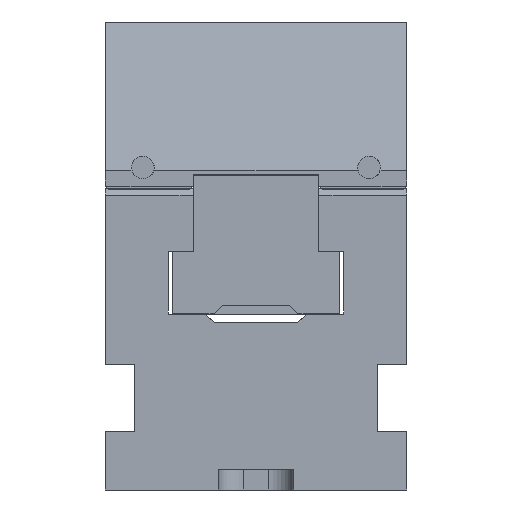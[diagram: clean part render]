
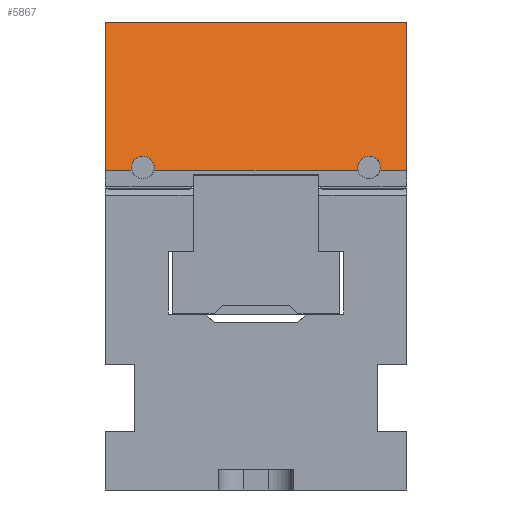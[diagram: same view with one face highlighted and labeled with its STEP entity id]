
A CAD part, front view. The second image highlights one B-rep face of the part: STEP entity #5867.
In plain terms, the highlighted face is planar.
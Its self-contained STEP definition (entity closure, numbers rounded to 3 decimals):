
#5867 = ADVANCED_FACE( '', ( #11951 ), #11952, .F. );
#11951 = FACE_OUTER_BOUND( '', #18159, .T. );
#11952 = PLANE( '', #18160 );
#18159 = EDGE_LOOP( '', ( #35611, #35612, #35613, #35614, #35615, #35616, #35617, #35618 ) );
#18160 = AXIS2_PLACEMENT_3D( '', #35619, #35620, #35621 );
#35611 = ORIENTED_EDGE( '', *, *, #43129, .T. );
#35612 = ORIENTED_EDGE( '', *, *, #45230, .T. );
#35613 = ORIENTED_EDGE( '', *, *, #43127, .T. );
#35614 = ORIENTED_EDGE( '', *, *, #42629, .T. );
#35615 = ORIENTED_EDGE( '', *, *, #42724, .F. );
#35616 = ORIENTED_EDGE( '', *, *, #44535, .F. );
#35617 = ORIENTED_EDGE( '', *, *, #43131, .T. );
#35618 = ORIENTED_EDGE( '', *, *, #45056, .T. );
#35619 = CARTESIAN_POINT( '', ( 36., 14.5, 20. ) );
#35620 = DIRECTION( '', ( 0., -0.966, -0.259 ) );
#35621 = DIRECTION( '', ( 0., 0.259, -0.966 ) );
#42629 = EDGE_CURVE( '', #53356, #53362, #53364, .T. );
#42724 = EDGE_CURVE( '', #53496, #53362, #53498, .T. );
#43127 = EDGE_CURVE( '', #54043, #53356, #54044, .T. );
#43129 = EDGE_CURVE( '', #54047, #54045, #54048, .T. );
#43131 = EDGE_CURVE( '', #54051, #54049, #54052, .T. );
#44535 = EDGE_CURVE( '', #54051, #53496, #55854, .T. );
#45056 = EDGE_CURVE( '', #54049, #54047, #56437, .T. );
#45230 = EDGE_CURVE( '', #54045, #54043, #56627, .T. );
#53356 = VERTEX_POINT( '', #68535 );
#53362 = VERTEX_POINT( '', #68544 );
#53364 = LINE( '', #68547, #68548 );
#53496 = VERTEX_POINT( '', #68740 );
#53498 = LINE( '', #68743, #68744 );
#54043 = VERTEX_POINT( '', #69540 );
#54044 = LINE( '', #69541, #69542 );
#54045 = VERTEX_POINT( '', #69543 );
#54047 = VERTEX_POINT( '', #69545 );
#54048 = LINE( '', #69546, #69547 );
#54049 = VERTEX_POINT( '', #69548 );
#54051 = VERTEX_POINT( '', #69550 );
#54052 = LINE( '', #69551, #69552 );
#55854 = LINE( '', #72293, #72294 );
#56437 = ELLIPSE( '', #73114, 2.795, 2.7 );
#56627 = ELLIPSE( '', #73390, 2.795, 2.7 );
#68535 = CARTESIAN_POINT( '', ( -36., 24., -15.454 ) );
#68544 = CARTESIAN_POINT( '', ( -36., 14.5, 20. ) );
#68547 = CARTESIAN_POINT( '', ( -36., 14.5, 20. ) );
#68548 = VECTOR( '', #77959, 1000. );
#68740 = CARTESIAN_POINT( '', ( 36., 14.5, 20. ) );
#68743 = CARTESIAN_POINT( '', ( 36., 14.5, 20. ) );
#68744 = VECTOR( '', #78030, 1000. );
#69540 = CARTESIAN_POINT( '', ( -29.592, 24., -15.454 ) );
#69541 = CARTESIAN_POINT( '', ( 36., 24., -15.454 ) );
#69542 = VECTOR( '', #78342, 1000. );
#69543 = CARTESIAN_POINT( '', ( -24.408, 24., -15.454 ) );
#69545 = CARTESIAN_POINT( '', ( 24.408, 24., -15.454 ) );
#69546 = CARTESIAN_POINT( '', ( 36., 24., -15.454 ) );
#69547 = VECTOR( '', #78346, 1000. );
#69548 = CARTESIAN_POINT( '', ( 29.592, 24., -15.454 ) );
#69550 = CARTESIAN_POINT( '', ( 36., 24., -15.454 ) );
#69551 = CARTESIAN_POINT( '', ( 36., 24., -15.454 ) );
#69552 = VECTOR( '', #78350, 1000. );
#72293 = CARTESIAN_POINT( '', ( 36., 14.5, 20. ) );
#72294 = VECTOR( '', #79410, 1000. );
#73114 = AXIS2_PLACEMENT_3D( '', #79693, #79694, #79695 );
#73390 = AXIS2_PLACEMENT_3D( '', #79785, #79786, #79787 );
#77959 = DIRECTION( '', ( 0., -0.259, 0.966 ) );
#78030 = DIRECTION( '', ( -1., 0., 0. ) );
#78342 = DIRECTION( '', ( -1., 0., 0. ) );
#78346 = DIRECTION( '', ( -1., 0., 0. ) );
#78350 = DIRECTION( '', ( -1., 0., 0. ) );
#79410 = DIRECTION( '', ( 0., -0.259, 0.966 ) );
#79693 = CARTESIAN_POINT( '', ( 27., 23.798, -14.7 ) );
#79694 = DIRECTION( '', ( 0., -0.966, -0.259 ) );
#79695 = DIRECTION( '', ( 0., 0.259, -0.966 ) );
#79785 = CARTESIAN_POINT( '', ( -27., 23.798, -14.7 ) );
#79786 = DIRECTION( '', ( 0., -0.966, -0.259 ) );
#79787 = DIRECTION( '', ( 0., 0.259, -0.966 ) );
